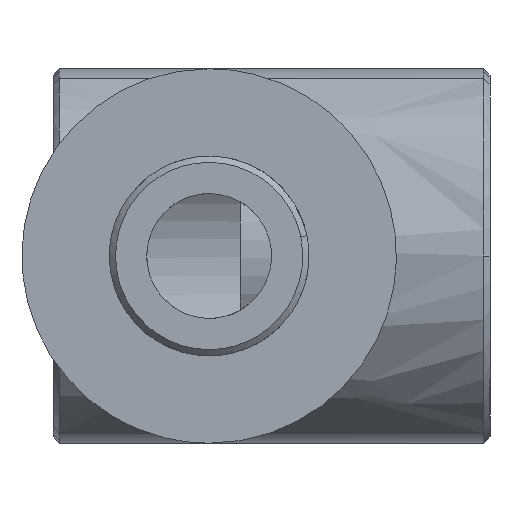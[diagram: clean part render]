
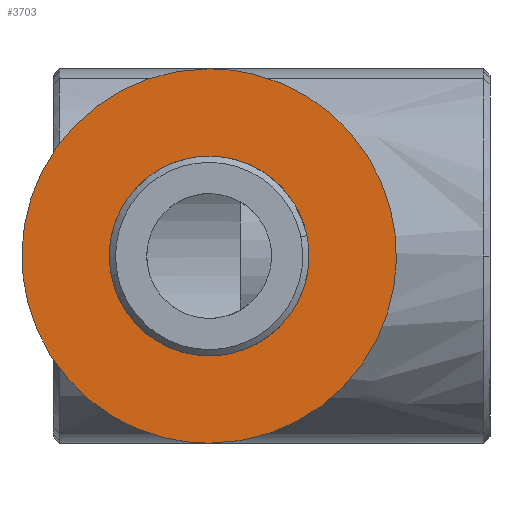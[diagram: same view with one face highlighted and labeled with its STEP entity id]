
A CAD part, front view. The second image highlights one B-rep face of the part: STEP entity #3703.
In plain terms, the highlighted free-form (B-spline) face has degree [1, 1] with [2, 2] control points.
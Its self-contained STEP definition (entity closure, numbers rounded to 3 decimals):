
#3448 = VERTEX_POINT('',#3449);
#3449 = CARTESIAN_POINT('',(-8.242,-35.812,
    -8.527));
#3456 = VERTEX_POINT('',#3457);
#3457 = CARTESIAN_POINT('',(-8.242,-35.812,
    8.527));
#3462 = EDGE_CURVE('',#3448,#3456,#3463,.T.);
#3463 = ( BOUNDED_CURVE() B_SPLINE_CURVE(2,(#3464,#3465,#3466,#3467,
#3468),.UNSPECIFIED.,.F.,.F.) B_SPLINE_CURVE_WITH_KNOTS((3,2,3),(0.,
1.571,3.142),.PIECEWISE_BEZIER_KNOTS.) CURVE() 
GEOMETRIC_REPRESENTATION_ITEM() RATIONAL_B_SPLINE_CURVE((1.,
0.707,1.,0.707,1.)) REPRESENTATION_ITEM('') );
#3464 = CARTESIAN_POINT('',(-8.242,-35.812,
    -8.527));
#3465 = CARTESIAN_POINT('',(0.284,-35.812,
    -8.527));
#3466 = CARTESIAN_POINT('',(0.284,-35.812,
    0.));
#3467 = CARTESIAN_POINT('',(0.284,-35.812,8.527
    ));
#3468 = CARTESIAN_POINT('',(-8.242,-35.812,
    8.527));
#3507 = VERTEX_POINT('',#3508);
#3508 = CARTESIAN_POINT('',(-8.242,-35.812,
    4.548));
#3513 = EDGE_CURVE('',#3514,#3507,#3516,.T.);
#3514 = VERTEX_POINT('',#3515);
#3515 = CARTESIAN_POINT('',(-8.242,-35.812,
    -4.548));
#3516 = ( BOUNDED_CURVE() B_SPLINE_CURVE(2,(#3517,#3518,#3519,#3520,
#3521),.UNSPECIFIED.,.F.,.F.) B_SPLINE_CURVE_WITH_KNOTS((3,2,3),(0.,
1.571,3.142),.PIECEWISE_BEZIER_KNOTS.) CURVE() 
GEOMETRIC_REPRESENTATION_ITEM() RATIONAL_B_SPLINE_CURVE((1.,
0.707,1.,0.707,1.)) REPRESENTATION_ITEM('') );
#3517 = CARTESIAN_POINT('',(-8.242,-35.812,
    -4.548));
#3518 = CARTESIAN_POINT('',(-3.695,-35.812,
    -4.548));
#3519 = CARTESIAN_POINT('',(-3.695,-35.812,
    0.));
#3520 = CARTESIAN_POINT('',(-3.695,-35.812,4.548
    ));
#3521 = CARTESIAN_POINT('',(-8.242,-35.812,
    4.548));
#3542 = EDGE_CURVE('',#3507,#3514,#3543,.T.);
#3543 = ( BOUNDED_CURVE() B_SPLINE_CURVE(2,(#3544,#3545,#3546,#3547,
#3548),.UNSPECIFIED.,.F.,.F.) B_SPLINE_CURVE_WITH_KNOTS((3,2,3),(
    3.142,4.712,6.283),
.PIECEWISE_BEZIER_KNOTS.) CURVE() GEOMETRIC_REPRESENTATION_ITEM() 
RATIONAL_B_SPLINE_CURVE((1.,0.707,1.,0.707,1.)) 
REPRESENTATION_ITEM('') );
#3544 = CARTESIAN_POINT('',(-8.242,-35.812,
    4.548));
#3545 = CARTESIAN_POINT('',(-12.79,-35.812,
    4.548));
#3546 = CARTESIAN_POINT('',(-12.79,-35.812,
    0.));
#3547 = CARTESIAN_POINT('',(-12.79,-35.812,
    -4.548));
#3548 = CARTESIAN_POINT('',(-8.242,-35.812,
    -4.548));
#3587 = EDGE_CURVE('',#3456,#3448,#3588,.T.);
#3588 = ( BOUNDED_CURVE() B_SPLINE_CURVE(2,(#3589,#3590,#3591,#3592,
#3593),.UNSPECIFIED.,.F.,.F.) B_SPLINE_CURVE_WITH_KNOTS((3,2,3),(
    3.142,4.712,6.283),
.PIECEWISE_BEZIER_KNOTS.) CURVE() GEOMETRIC_REPRESENTATION_ITEM() 
RATIONAL_B_SPLINE_CURVE((1.,0.707,1.,0.707,1.)) 
REPRESENTATION_ITEM('') );
#3589 = CARTESIAN_POINT('',(-8.242,-35.812,
    8.527));
#3590 = CARTESIAN_POINT('',(-16.769,-35.812,
    8.527));
#3591 = CARTESIAN_POINT('',(-16.769,-35.812,
    0.));
#3592 = CARTESIAN_POINT('',(-16.769,-35.812,
    -8.527));
#3593 = CARTESIAN_POINT('',(-8.242,-35.812,
    -8.527));
#3703 = ADVANCED_FACE('',(#3704,#3708),#3712,.T.);
#3704 = FACE_BOUND('',#3705,.T.);
#3705 = EDGE_LOOP('',(#3706,#3707));
#3706 = ORIENTED_EDGE('',*,*,#3587,.T.);
#3707 = ORIENTED_EDGE('',*,*,#3462,.T.);
#3708 = FACE_BOUND('',#3709,.T.);
#3709 = EDGE_LOOP('',(#3710,#3711));
#3710 = ORIENTED_EDGE('',*,*,#3542,.F.);
#3711 = ORIENTED_EDGE('',*,*,#3513,.F.);
#3712 = B_SPLINE_SURFACE_WITH_KNOTS('',1,1,(
    (#3713,#3714)
    ,(#3715,#3716
  )),.UNSPECIFIED.,.F.,.F.,.F.,(2,2),(2,2),(-13.25,1.75),(-7.5,7.5),
  .PIECEWISE_BEZIER_KNOTS.);
#3713 = CARTESIAN_POINT('',(-16.769,-35.812,
    8.527));
#3714 = CARTESIAN_POINT('',(0.284,-35.812,8.527
    ));
#3715 = CARTESIAN_POINT('',(-16.769,-35.812,
    -8.527));
#3716 = CARTESIAN_POINT('',(0.284,-35.812,
    -8.527));
